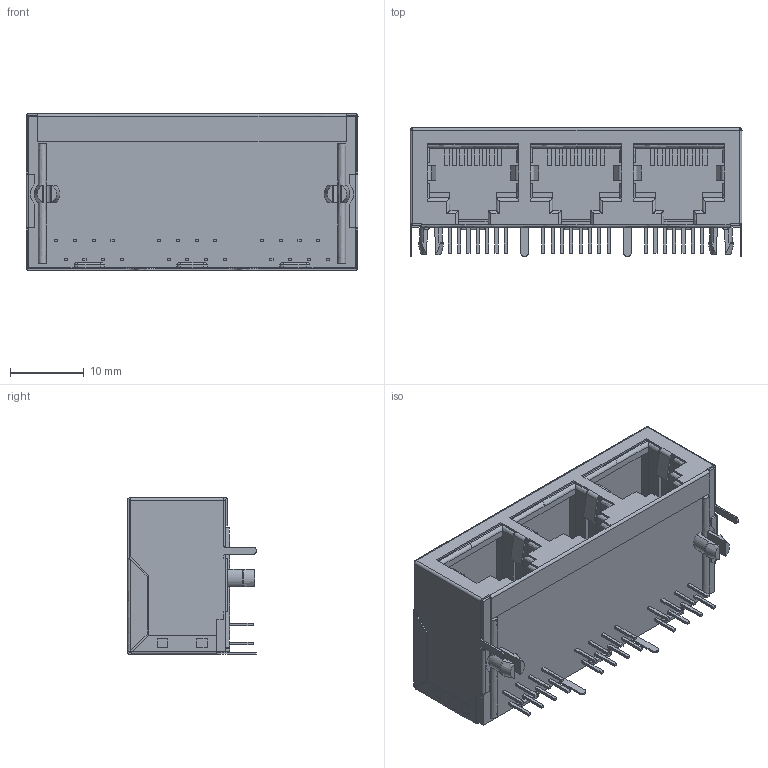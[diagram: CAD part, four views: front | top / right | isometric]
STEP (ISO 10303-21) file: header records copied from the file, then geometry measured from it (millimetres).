
FILE_DESCRIPTION(('FreeCAD Model'),'2;1');
FILE_NAME('Open CASCADE Shape Model','2024-03-07T10:29:06',('Author'),( ''),'Open CASCADE STEP processor 7.6','FreeCAD','Unknown');
FILE_SCHEMA(('AUTOMOTIVE_DESIGN { 1 0 10303 214 1 1 1 1 }'));
Length unit declared in the file: millimetre
Products named in the file (3): 100221656ugm000_c002; 100221656ugm000_c; 100221656ugm000_c001
Assembly tree (2 placements, depth 2):
  100221656ugm000_c002
    100221656ugm000_c
    100221656ugm000_c001
Bounding box: 45.09 x 17.5 x 21.27 mm (x, y, z)
Volume: 8387.2 mm3; surface area: 11071.2 mm2
Topology: 2 solids, 2 shells, 721 faces, 1889 edges, 1188 vertices
Faces by surface type: plane 585, revolution 122, bspline 14
Entity records: 25375 total; most frequent: CARTESIAN_POINT 4533, ORIENTED_EDGE 3762, DIRECTION 3329, EDGE_CURVE 1881, LINE 1619, VECTOR 1619, VERTEX_POINT 1188, AXIS2_PLACEMENT_3D 794
